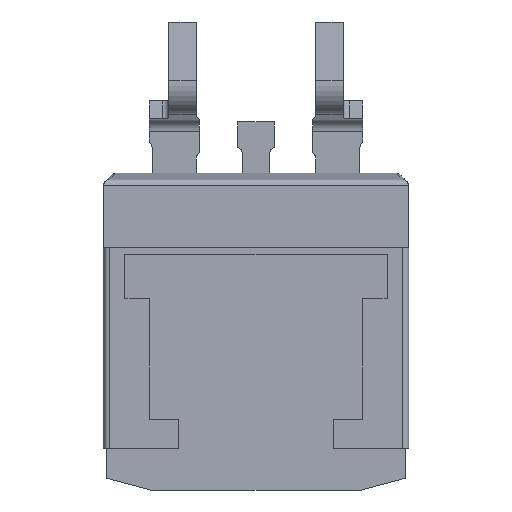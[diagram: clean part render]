
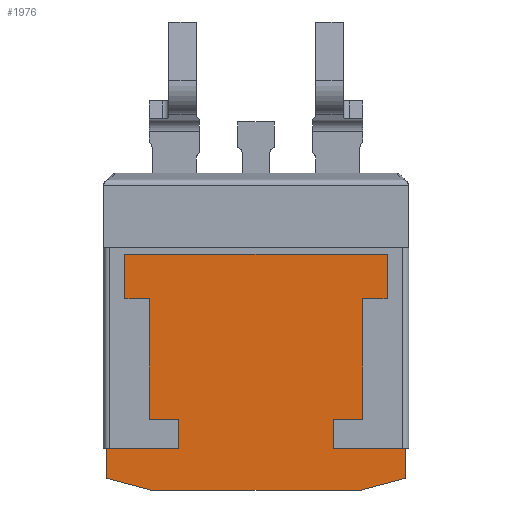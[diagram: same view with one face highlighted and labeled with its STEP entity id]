
A CAD part, front view. The second image highlights one B-rep face of the part: STEP entity #1976.
In plain terms, the highlighted planar face has unit normal (0, -1, 0).
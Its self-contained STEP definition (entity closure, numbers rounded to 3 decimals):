
#1382=VERTEX_POINT('NONE',#1383);
#1383=CARTESIAN_POINT('',(2.625,0.1,-4.675));
#1389=EDGE_CURVE('NONE',#1382,#1390,#1392,.F.);
#1390=VERTEX_POINT('NONE',#1391);
#1391=CARTESIAN_POINT('',(5.072,0.1,-4.675));
#1392=LINE('',#1393,#1394);
#1393=CARTESIAN_POINT('',(5.072,0.1,-4.675));
#1394=VECTOR('',#1395,1.0);
#1395=DIRECTION('',(-1.0,0.0,0.0));
#1432=VERTEX_POINT('NONE',#1433);
#1433=CARTESIAN_POINT('',(-5.072,0.1,-4.675));
#1439=EDGE_CURVE('NONE',#1432,#1440,#1442,.F.);
#1440=VERTEX_POINT('NONE',#1441);
#1441=CARTESIAN_POINT('',(-2.625,0.1,-4.675));
#1442=LINE('',#1443,#1444);
#1443=CARTESIAN_POINT('',(5.072,0.1,-4.675));
#1444=VECTOR('',#1445,1.0);
#1445=DIRECTION('',(-1.0,0.0,0.0));
#1871=VERTEX_POINT('NONE',#1872);
#1872=CARTESIAN_POINT('',(-5.072,0.1,-5.673));
#1878=EDGE_CURVE('NONE',#1871,#1432,#1879,.T.);
#1879=LINE('',#1880,#1881);
#1880=CARTESIAN_POINT('',(-5.072,0.1,-6.075));
#1881=VECTOR('',#1882,1.0);
#1882=DIRECTION('',(0.0,0.0,1.0));
#1955=EDGE_CURVE('NONE',#1390,#1956,#1958,.F.);
#1956=VERTEX_POINT('NONE',#1957);
#1957=CARTESIAN_POINT('',(5.072,0.1,-5.673));
#1958=LINE('',#1959,#1960);
#1959=CARTESIAN_POINT('',(5.072,0.1,-6.075));
#1960=VECTOR('',#1961,1.0);
#1961=DIRECTION('',(0.0,0.0,1.0));
#1976=ADVANCED_FACE('NONE',(#1977),#2091,.F.);
#1977=FACE_BOUND('NONE',#1978,.T.);
#1978=EDGE_LOOP('',(#1979,#1989,#1995,#1996,#1997,#2005,#2013,#2021,#2029,#2037,#2045,#2053,#2061,#2069,#2077,#2083,#2084,#2085));
#1979=ORIENTED_EDGE('',*,*,#1980,.T.);
#1980=EDGE_CURVE('NONE',#1981,#1983,#1985,.F.);
#1981=VERTEX_POINT('NONE',#1982);
#1982=CARTESIAN_POINT('',(-3.572,0.1,-6.075));
#1983=VERTEX_POINT('NONE',#1984);
#1984=CARTESIAN_POINT('',(3.572,0.1,-6.075));
#1985=LINE('',#1986,#1987);
#1986=CARTESIAN_POINT('',(5.072,0.1,-6.075));
#1987=VECTOR('',#1988,1.0);
#1988=DIRECTION('',(-1.0,0.0,0.0));
#1989=ORIENTED_EDGE('',*,*,#1990,.T.);
#1990=EDGE_CURVE('NONE',#1983,#1956,#1991,.T.);
#1991=LINE('',#1992,#1993);
#1992=CARTESIAN_POINT('',(3.572,0.1,-6.075));
#1993=VECTOR('',#1994,1.0);
#1994=DIRECTION('',(0.966,0.0,0.259));
#1995=ORIENTED_EDGE('',*,*,#1955,.F.);
#1996=ORIENTED_EDGE('',*,*,#1389,.F.);
#1997=ORIENTED_EDGE('',*,*,#1998,.T.);
#1998=EDGE_CURVE('NONE',#1382,#1999,#2001,.T.);
#1999=VERTEX_POINT('NONE',#2000);
#2000=CARTESIAN_POINT('',(2.625,0.1,-3.675));
#2001=LINE('',#2002,#2003);
#2002=CARTESIAN_POINT('',(2.625,0.1,-4.675));
#2003=VECTOR('',#2004,1.0);
#2004=DIRECTION('',(0.0,0.0,1.0));
#2005=ORIENTED_EDGE('',*,*,#2006,.T.);
#2006=EDGE_CURVE('NONE',#1999,#2007,#2009,.T.);
#2007=VERTEX_POINT('NONE',#2008);
#2008=CARTESIAN_POINT('',(3.625,0.1,-3.675));
#2009=LINE('',#2010,#2011);
#2010=CARTESIAN_POINT('',(2.625,0.1,-3.675));
#2011=VECTOR('',#2012,1.0);
#2012=DIRECTION('',(1.0,0.0,0.0));
#2013=ORIENTED_EDGE('',*,*,#2014,.T.);
#2014=EDGE_CURVE('NONE',#2007,#2015,#2017,.T.);
#2015=VERTEX_POINT('NONE',#2016);
#2016=CARTESIAN_POINT('',(3.625,0.1,0.425));
#2017=LINE('',#2018,#2019);
#2018=CARTESIAN_POINT('',(3.625,0.1,-3.675));
#2019=VECTOR('',#2020,1.0);
#2020=DIRECTION('',(0.0,0.0,1.0));
#2021=ORIENTED_EDGE('',*,*,#2022,.T.);
#2022=EDGE_CURVE('NONE',#2015,#2023,#2025,.T.);
#2023=VERTEX_POINT('NONE',#2024);
#2024=CARTESIAN_POINT('',(4.45,0.1,0.425));
#2025=LINE('',#2026,#2027);
#2026=CARTESIAN_POINT('',(3.625,0.1,0.425));
#2027=VECTOR('',#2028,1.0);
#2028=DIRECTION('',(1.0,0.0,0.));
#2029=ORIENTED_EDGE('',*,*,#2030,.T.);
#2030=EDGE_CURVE('NONE',#2023,#2031,#2033,.T.);
#2031=VERTEX_POINT('NONE',#2032);
#2032=CARTESIAN_POINT('',(4.45,0.1,1.925));
#2033=LINE('',#2034,#2035);
#2034=CARTESIAN_POINT('',(4.45,0.1,0.425));
#2035=VECTOR('',#2036,1.0);
#2036=DIRECTION('',(0.0,0.0,1.0));
#2037=ORIENTED_EDGE('',*,*,#2038,.T.);
#2038=EDGE_CURVE('NONE',#2031,#2039,#2041,.T.);
#2039=VERTEX_POINT('NONE',#2040);
#2040=CARTESIAN_POINT('',(-4.45,0.1,1.925));
#2041=LINE('',#2042,#2043);
#2042=CARTESIAN_POINT('',(4.45,0.1,1.925));
#2043=VECTOR('',#2044,1.0);
#2044=DIRECTION('',(-1.0,0.0,0.));
#2045=ORIENTED_EDGE('',*,*,#2046,.T.);
#2046=EDGE_CURVE('NONE',#2039,#2047,#2049,.T.);
#2047=VERTEX_POINT('NONE',#2048);
#2048=CARTESIAN_POINT('',(-4.45,0.1,0.425));
#2049=LINE('',#2050,#2051);
#2050=CARTESIAN_POINT('',(-4.45,0.1,1.925));
#2051=VECTOR('',#2052,1.0);
#2052=DIRECTION('',(0.0,0.0,-1.0));
#2053=ORIENTED_EDGE('',*,*,#2054,.T.);
#2054=EDGE_CURVE('NONE',#2047,#2055,#2057,.T.);
#2055=VERTEX_POINT('NONE',#2056);
#2056=CARTESIAN_POINT('',(-3.625,0.1,0.425));
#2057=LINE('',#2058,#2059);
#2058=CARTESIAN_POINT('',(-4.45,0.1,0.425));
#2059=VECTOR('',#2060,1.0);
#2060=DIRECTION('',(1.0,0.0,0.0));
#2061=ORIENTED_EDGE('',*,*,#2062,.T.);
#2062=EDGE_CURVE('NONE',#2055,#2063,#2065,.T.);
#2063=VERTEX_POINT('NONE',#2064);
#2064=CARTESIAN_POINT('',(-3.625,0.1,-3.675));
#2065=LINE('',#2066,#2067);
#2066=CARTESIAN_POINT('',(-3.625,0.1,0.425));
#2067=VECTOR('',#2068,1.0);
#2068=DIRECTION('',(0.,0.0,-1.0));
#2069=ORIENTED_EDGE('',*,*,#2070,.T.);
#2070=EDGE_CURVE('NONE',#2063,#2071,#2073,.T.);
#2071=VERTEX_POINT('NONE',#2072);
#2072=CARTESIAN_POINT('',(-2.625,0.1,-3.675));
#2073=LINE('',#2074,#2075);
#2074=CARTESIAN_POINT('',(-3.625,0.1,-3.675));
#2075=VECTOR('',#2076,1.0);
#2076=DIRECTION('',(1.0,0.0,0.));
#2077=ORIENTED_EDGE('',*,*,#2078,.T.);
#2078=EDGE_CURVE('NONE',#2071,#1440,#2079,.T.);
#2079=LINE('',#2080,#2081);
#2080=CARTESIAN_POINT('',(-2.625,0.1,-3.675));
#2081=VECTOR('',#2082,1.0);
#2082=DIRECTION('',(0.0,0.0,-1.0));
#2083=ORIENTED_EDGE('',*,*,#1439,.F.);
#2084=ORIENTED_EDGE('',*,*,#1878,.F.);
#2085=ORIENTED_EDGE('',*,*,#2086,.T.);
#2086=EDGE_CURVE('NONE',#1871,#1981,#2087,.T.);
#2087=LINE('',#2088,#2089);
#2088=CARTESIAN_POINT('',(-3.572,0.1,-6.075));
#2089=VECTOR('',#2090,1.0);
#2090=DIRECTION('',(0.966,0.0,-0.259));
#2091=PLANE('',#2092);
#2092=AXIS2_PLACEMENT_3D('',#2093,#2094,#2095);
#2093=CARTESIAN_POINT('',(5.072,0.1,-6.075));
#2094=DIRECTION('',(0.0,1.0,0.0));
#2095=DIRECTION('',(0.0,0.0,1.0));
